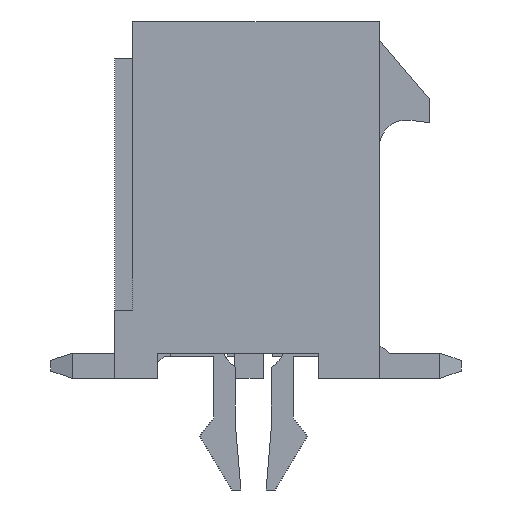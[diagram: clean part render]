
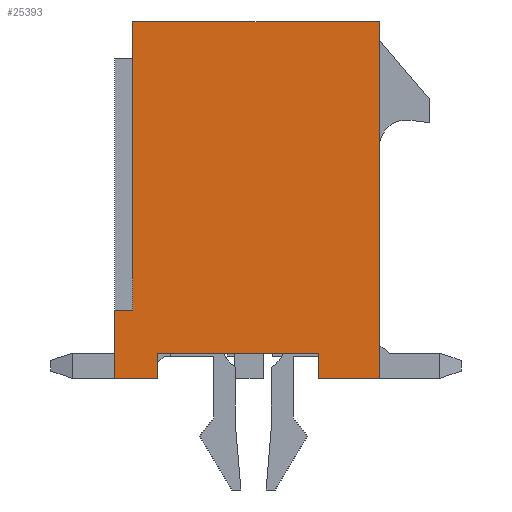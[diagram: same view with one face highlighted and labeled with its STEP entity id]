
A CAD part, left-side view. The second image highlights one B-rep face of the part: STEP entity #25393.
In plain terms, the highlighted planar face has unit normal (-1, 0, 0).
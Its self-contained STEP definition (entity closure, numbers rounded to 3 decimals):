
#2022=ORIENTED_EDGE('',*,*,#6766,.F.);
#2023=ORIENTED_EDGE('',*,*,#6638,.T.);
#2024=ORIENTED_EDGE('',*,*,#6808,.T.);
#2025=ORIENTED_EDGE('',*,*,#6809,.T.);
#2026=ORIENTED_EDGE('',*,*,#6810,.T.);
#2027=ORIENTED_EDGE('',*,*,#6811,.T.);
#2028=ORIENTED_EDGE('',*,*,#6812,.T.);
#2029=ORIENTED_EDGE('',*,*,#6676,.F.);
#2030=ORIENTED_EDGE('',*,*,#6671,.T.);
#2031=ORIENTED_EDGE('',*,*,#6813,.T.);
#6638=EDGE_CURVE('',#9057,#9056,#10873,.T.);
#6671=EDGE_CURVE('',#9074,#9076,#10906,.T.);
#6676=EDGE_CURVE('',#9074,#9079,#10911,.T.);
#6766=EDGE_CURVE('',#9057,#9119,#11001,.T.);
#6808=EDGE_CURVE('',#9056,#9141,#11043,.T.);
#6809=EDGE_CURVE('',#9141,#9142,#11044,.T.);
#6810=EDGE_CURVE('',#9142,#9143,#11045,.T.);
#6811=EDGE_CURVE('',#9143,#9144,#11046,.T.);
#6812=EDGE_CURVE('',#9144,#9079,#11047,.T.);
#6813=EDGE_CURVE('',#9076,#9119,#11048,.T.);
#9056=VERTEX_POINT('',#34379);
#9057=VERTEX_POINT('',#34381);
#9074=VERTEX_POINT('',#34441);
#9076=VERTEX_POINT('',#34445);
#9079=VERTEX_POINT('',#34455);
#9119=VERTEX_POINT('',#34602);
#9141=VERTEX_POINT('',#34687);
#9142=VERTEX_POINT('',#34689);
#9143=VERTEX_POINT('',#34691);
#9144=VERTEX_POINT('',#34693);
#10873=LINE('',#34380,#13396);
#10906=LINE('',#34446,#13429);
#10911=LINE('',#34456,#13434);
#11001=LINE('',#34606,#13524);
#11043=LINE('',#34686,#13566);
#11044=LINE('',#34688,#13567);
#11045=LINE('',#34690,#13568);
#11046=LINE('',#34692,#13569);
#11047=LINE('',#34694,#13570);
#11048=LINE('',#34695,#13571);
#13396=VECTOR('',#29020,1000.);
#13429=VECTOR('',#29079,1000.);
#13434=VECTOR('',#29088,1000.);
#13524=VECTOR('',#29216,1000.);
#13566=VECTOR('',#29294,1000.);
#13567=VECTOR('',#29295,1000.);
#13568=VECTOR('',#29296,1000.);
#13569=VECTOR('',#29297,1000.);
#13570=VECTOR('',#29298,1000.);
#13571=VECTOR('',#29299,1000.);
#15208=EDGE_LOOP('',(#2022,#2023,#2024,#2025,#2026,#2027,#2028,#2029,#2030,
#2031));
#16265=FACE_BOUND('',#15208,.T.);
#17267=PLANE('',#26496);
#25393=ADVANCED_FACE('',(#16265),#17267,.T.);
#26496=AXIS2_PLACEMENT_3D('',#34685,#29292,#29293);
#29020=DIRECTION('',(0.,-1.,0.));
#29079=DIRECTION('',(0.,0.,-1.));
#29088=DIRECTION('',(0.,-1.,0.));
#29216=DIRECTION('',(0.,0.,-1.));
#29292=DIRECTION('',(-1.,0.,0.));
#29293=DIRECTION('',(0.,0.,1.));
#29294=DIRECTION('',(0.,0.,-1.));
#29295=DIRECTION('',(0.,-1.,0.));
#29296=DIRECTION('',(0.,0.,1.));
#29297=DIRECTION('',(0.,1.,0.));
#29298=DIRECTION('',(0.,0.,-1.));
#29299=DIRECTION('',(0.,-1.,0.));
#34379=CARTESIAN_POINT('',(-15.35,-1.73,-4.25));
#34380=CARTESIAN_POINT('',(-15.35,2.73,-4.25));
#34381=CARTESIAN_POINT('',(-15.35,2.73,-4.25));
#34441=CARTESIAN_POINT('',(-15.35,3.93,-3.05));
#34445=CARTESIAN_POINT('',(-15.35,3.93,-4.95));
#34446=CARTESIAN_POINT('',(-15.35,3.93,-3.05));
#34455=CARTESIAN_POINT('',(-15.35,3.43,-3.05));
#34456=CARTESIAN_POINT('',(-15.35,3.93,-3.05));
#34602=CARTESIAN_POINT('',(-15.35,2.73,-4.95));
#34606=CARTESIAN_POINT('',(-15.35,2.73,-3.95));
#34685=CARTESIAN_POINT('',(-15.35,0.,0.));
#34686=CARTESIAN_POINT('',(-15.35,-1.73,-3.95));
#34687=CARTESIAN_POINT('',(-15.35,-1.73,-4.95));
#34688=CARTESIAN_POINT('',(-15.35,3.43,-4.95));
#34689=CARTESIAN_POINT('',(-15.35,-3.43,-4.95));
#34690=CARTESIAN_POINT('',(-15.35,-3.43,-4.95));
#34691=CARTESIAN_POINT('',(-15.35,-3.43,4.95));
#34692=CARTESIAN_POINT('',(-15.35,-3.43,4.95));
#34693=CARTESIAN_POINT('',(-15.35,3.43,4.95));
#34694=CARTESIAN_POINT('',(-15.35,3.43,4.95));
#34695=CARTESIAN_POINT('',(-15.35,3.43,-4.95));
